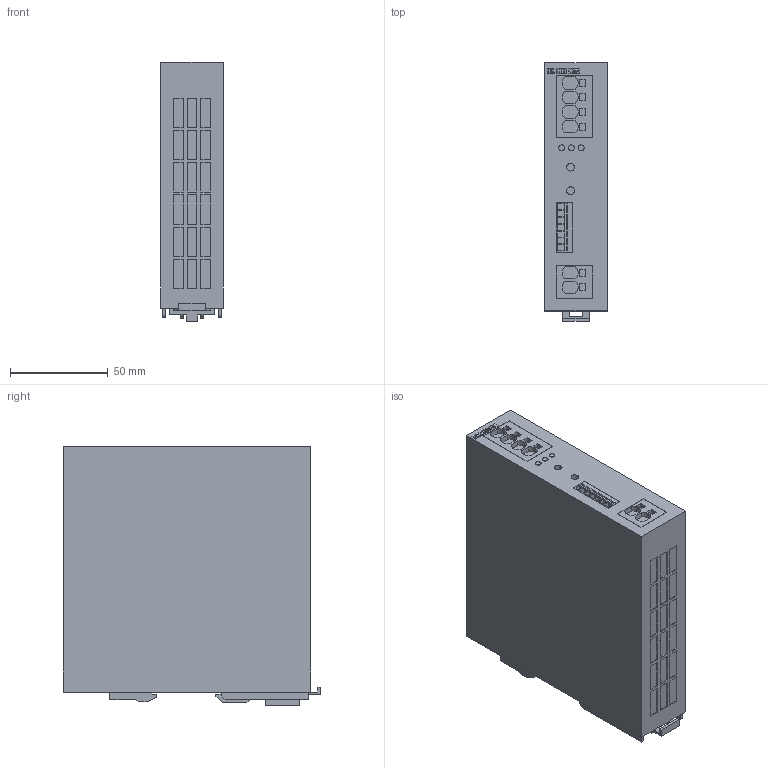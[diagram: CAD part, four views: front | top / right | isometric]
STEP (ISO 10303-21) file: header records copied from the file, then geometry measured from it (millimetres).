
FILE_DESCRIPTION (( 'STEP AP214' ), '1' );
FILE_NAME ('1019083.STEP', '2025-03-31T13:10:47', ( '' ), ( '' ), 'SwSTEP 2.0', 'SolidWorks 2022', '' );
FILE_SCHEMA (( 'AUTOMOTIVE_DESIGN' ));
Length unit declared in the file: millimetre
Products named in the file (1): 1019083
Bounding box: 32 x 132.1 x 133 mm (x, y, z)
Volume: 513408.2 mm3; surface area: 52354.1 mm2
Topology: 1 solids, 1 shells, 621 faces, 1596 edges, 1062 vertices
Faces by surface type: plane 585, cylinder 36
Entity records: 18552 total; most frequent: CARTESIAN_POINT 3280, ORIENTED_EDGE 3192, DIRECTION 2912, EDGE_CURVE 1596, LINE 1524, VECTOR 1524, VERTEX_POINT 1062, EDGE_LOOP 708
